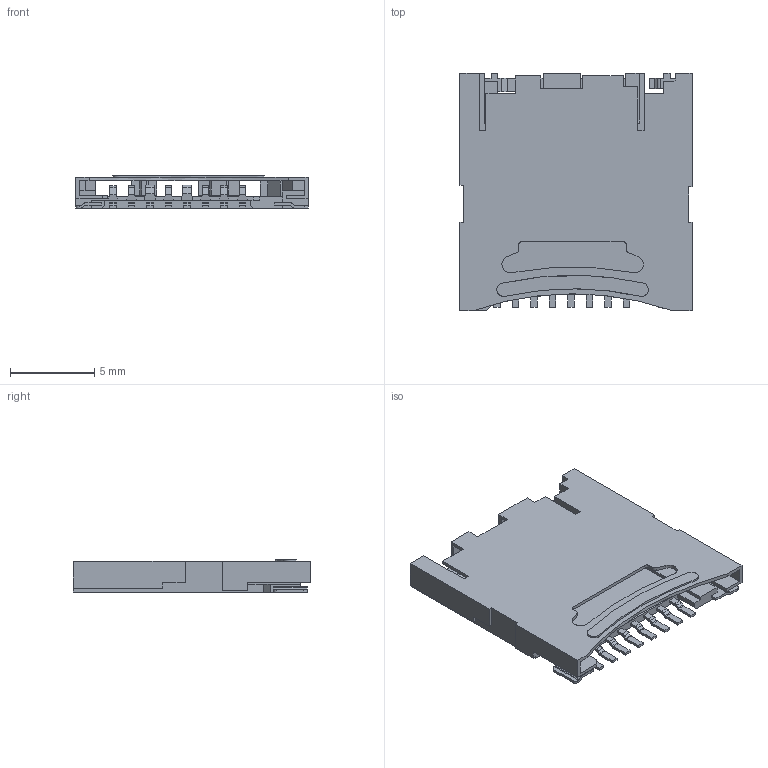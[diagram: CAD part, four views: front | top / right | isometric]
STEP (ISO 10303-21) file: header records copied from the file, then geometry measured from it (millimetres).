
FILE_DESCRIPTION(('FreeCAD Model'),'2;1');
FILE_NAME('DM3CS_SF.STEP', '2021-08-09T12:14:43',('Author'),(''), 'Open CASCADE STEP processor 7.3','FreeCAD','Unknown');
FILE_SCHEMA(('AUTOMOTIVE_DESIGN { 1 0 10303 214 1 1 1 1 }'));
Length unit declared in the file: millimetre
Products named in the file (1): User_Library-DM3CS-SF
Bounding box: 13.8 x 14.1 x 1.93 mm (x, y, z)
Volume: 142 mm3; surface area: 749.9 mm2
Topology: 1 solids, 1 shells, 505 faces, 1467 edges, 974 vertices
Faces by surface type: plane 393, cylinder 110, bspline 2
Entity records: 16835 total; most frequent: CARTESIAN_POINT 4077, ORIENTED_EDGE 2934, DIRECTION 2173, EDGE_CURVE 1467, LINE 1143, VECTOR 1143, VERTEX_POINT 974, FACE_BOUND 525
